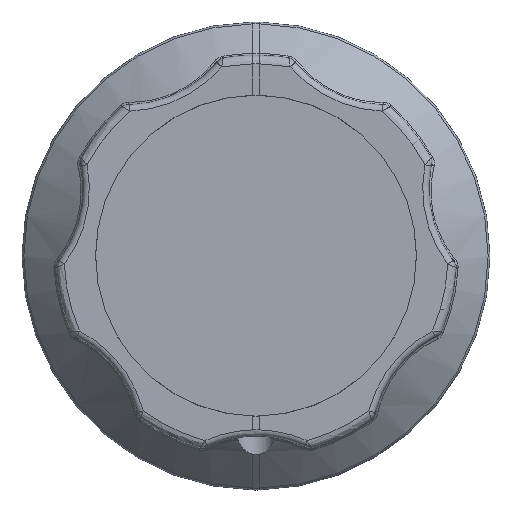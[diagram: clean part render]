
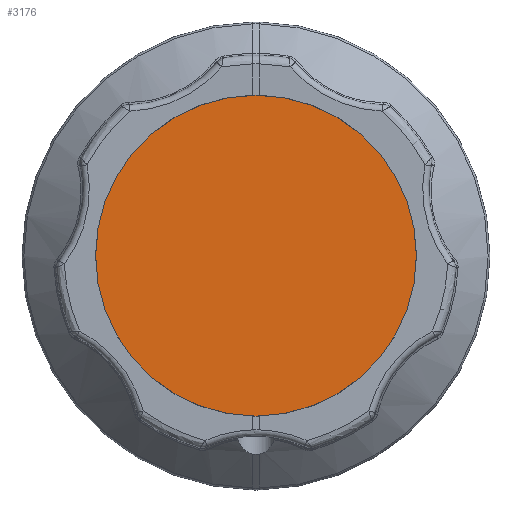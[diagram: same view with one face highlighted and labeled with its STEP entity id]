
A CAD part, top view. The second image highlights one B-rep face of the part: STEP entity #3176.
In plain terms, the highlighted planar face has unit normal (0, 0, 1).
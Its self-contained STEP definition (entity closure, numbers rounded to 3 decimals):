
#3151=CARTESIAN_POINT('',(-0.0,15.24,20.122));
#3152=VERTEX_POINT('',#3151);
#3153=CARTESIAN_POINT('',(-0.0,0.0,20.122));
#3154=DIRECTION('',(-0.0,0.0,-1.0));
#3155=DIRECTION('',(-0.0,1.0,0.0));
#3156=AXIS2_PLACEMENT_3D('',#3153,#3154,#3155);
#3157=CIRCLE('',#3156,15.24);
#3158=EDGE_CURVE('n� 9',#3152,#3152,#3157,.T.);
#3168=ORIENTED_EDGE('',*,*,#3158,.F.);
#3169=EDGE_LOOP('',(#3168));
#3170=FACE_OUTER_BOUND('',#3169,.T.);
#3171=CARTESIAN_POINT('',(0.0,-7.62,20.122));
#3172=DIRECTION('',(-0.0,0.0,-1.0));
#3173=DIRECTION('',(0.0,-1.0,-0.0));
#3174=AXIS2_PLACEMENT_3D('',#3171,#3172,#3173);
#3175=PLANE('',#3174);
#3176=ADVANCED_FACE('n� 2',(#3170),#3175,.F.);
